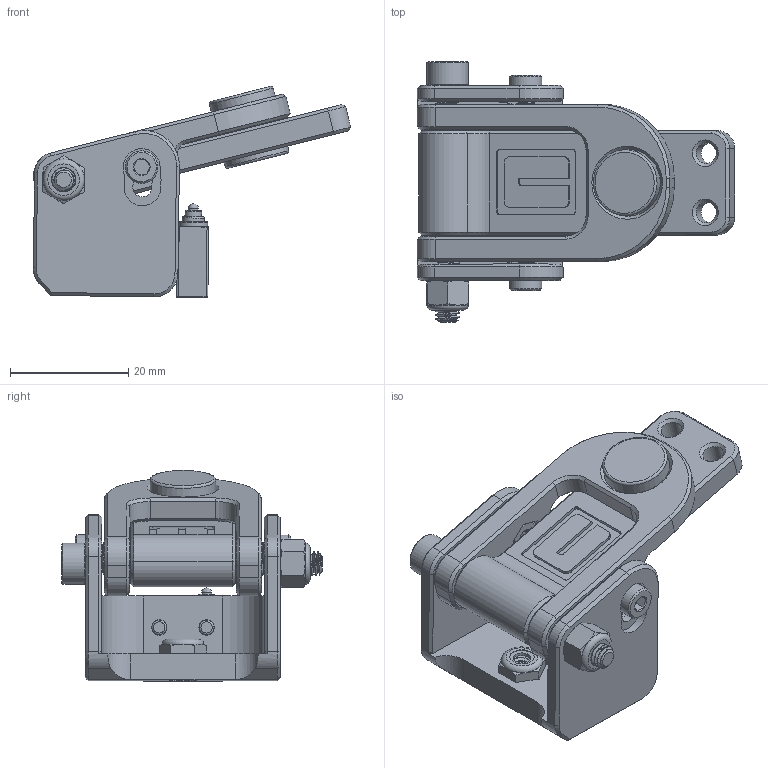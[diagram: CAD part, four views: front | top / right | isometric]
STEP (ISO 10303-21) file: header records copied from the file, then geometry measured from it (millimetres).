
FILE_DESCRIPTION(/* description */ (''),/* implementation_level */ '2;1');
FILE_NAME(/* name */ 'Turn 3d Shifter Assembly (STEP).step',/* time_stamp */ '2020-11-04T14:05:29-06:00',/* author */ (''),/* organization */ (''),/* preprocessor_version */ 'ST-DEVELOPER v18.1',/* originating_system */ 'Autodesk Translation Framework v9.3.0.1241',/* authorisation */ '');
FILE_SCHEMA (('AUTOMOTIVE_DESIGN { 1 0 10303 214 3 1 1 }'));
Length unit declared in the file: millimetre
Products named in the file (16): Turn 3d Shifter Assembly; Base Bottom; Base Top; Lever; Magnet; Top Magnet; Bottom Magnet; D2HW-BR213MR v1; D2HW-BR213MR; Hardware; Screws; M4 x 40mm Socket Head Screw; M3 x 5mm Socket Head Screw; Nuts; M4 Nylon Locknut; M3 Hex Nut
Assembly tree (19 placements, depth 4):
  Turn 3d Shifter Assembly
    Base Bottom
    Base Top
    Lever
    Magnet
      Top Magnet
      Bottom Magnet
    D2HW-BR213MR v1
      D2HW-BR213MR
    Hardware
      Screws
        M4 x 40mm Socket Head Screw
        M3 x 5mm Socket Head Screw  x2
      Nuts
        M4 Nylon Locknut  x3
        M3 Hex Nut  x2
Bounding box: 53.61 x 44 x 35.65 mm (x, y, z)
Volume: 16632.1 mm3; surface area: 14523 mm2
Topology: 17 solids, 17 shells, 723 faces, 1756 edges, 1095 vertices
Faces by surface type: cylinder 291, plane 229, cone 152, torus 26, bspline 25
Full cylindrical faces by diameter (mm): 1.7 x1, 2.35 x18, 2.5 x2, 2.6 x2, 2.8 x1, 2.939 x3, 3 x26, 3.091 x55, 3.175 x2, 3.5 x4, 3.7 x1, 4 x72, 4.136 x3, 4.4 x5, 4.5 x2, 4.9 x1, 5.5 x2, 7 x1, 11.087 x2, 11.303 x2
Entity records: 32339 total; most frequent: CARTESIAN_POINT 19020, ORIENTED_EDGE 2796, DIRECTION 2529, EDGE_CURVE 1398, AXIS2_PLACEMENT_3D 940, VERTEX_POINT 874, LINE 649, VECTOR 649
